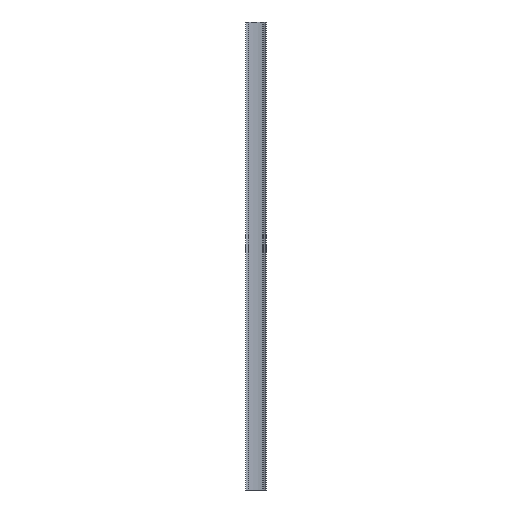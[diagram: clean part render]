
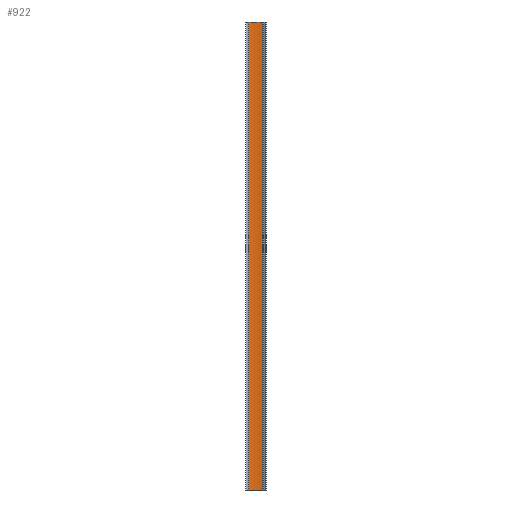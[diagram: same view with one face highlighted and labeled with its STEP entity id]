
A CAD part, front view. The second image highlights one B-rep face of the part: STEP entity #922.
In plain terms, the highlighted cylindrical face has radius 44.5 mm (diameter 89 mm), a partial arc.
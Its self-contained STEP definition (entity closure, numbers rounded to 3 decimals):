
#93=LINE('',#1513,#177);
#94=LINE('',#1519,#178);
#177=VECTOR('',#1224,1000.);
#178=VECTOR('',#1231,1000.);
#317=ORIENTED_EDGE('',*,*,#568,.T.);
#318=ORIENTED_EDGE('',*,*,#567,.F.);
#319=ORIENTED_EDGE('',*,*,#569,.F.);
#320=ORIENTED_EDGE('',*,*,#570,.T.);
#567=EDGE_CURVE('',#680,#679,#93,.T.);
#568=EDGE_CURVE('',#681,#679,#749,.T.);
#569=EDGE_CURVE('',#682,#680,#750,.T.);
#570=EDGE_CURVE('',#682,#681,#94,.T.);
#679=VERTEX_POINT('',#1510);
#680=VERTEX_POINT('',#1512);
#681=VERTEX_POINT('',#1516);
#682=VERTEX_POINT('',#1518);
#749=CIRCLE('',#1016,44.5);
#750=CIRCLE('',#1017,44.5);
#799=EDGE_LOOP('',(#317,#318,#319,#320));
#847=FACE_BOUND('',#799,.T.);
#884=CYLINDRICAL_SURFACE('',#1015,44.5);
#922=ADVANCED_FACE('',(#847),#884,.F.);
#1015=AXIS2_PLACEMENT_3D('',#1514,#1225,#1226);
#1016=AXIS2_PLACEMENT_3D('',#1515,#1227,#1228);
#1017=AXIS2_PLACEMENT_3D('',#1517,#1229,#1230);
#1224=DIRECTION('',(0.,0.,1.));
#1225=DIRECTION('',(0.,0.,1.));
#1226=DIRECTION('',(1.,0.,0.));
#1227=DIRECTION('',(0.,0.,1.));
#1228=DIRECTION('',(1.,0.,0.));
#1229=DIRECTION('',(0.,0.,1.));
#1230=DIRECTION('',(1.,0.,0.));
#1231=DIRECTION('',(0.,0.,1.));
#1510=CARTESIAN_POINT('',(-6.831,6.473,0.));
#1512=CARTESIAN_POINT('',(-6.831,6.473,-500.));
#1513=CARTESIAN_POINT('',(-6.831,6.473,-500.));
#1514=CARTESIAN_POINT('',(0.,-37.5,-500.));
#1515=CARTESIAN_POINT('',(0.,-37.5,0.));
#1516=CARTESIAN_POINT('',(7.835,6.305,0.));
#1517=CARTESIAN_POINT('',(0.,-37.5,-500.));
#1518=CARTESIAN_POINT('',(7.835,6.305,-500.));
#1519=CARTESIAN_POINT('',(7.835,6.305,-500.));
